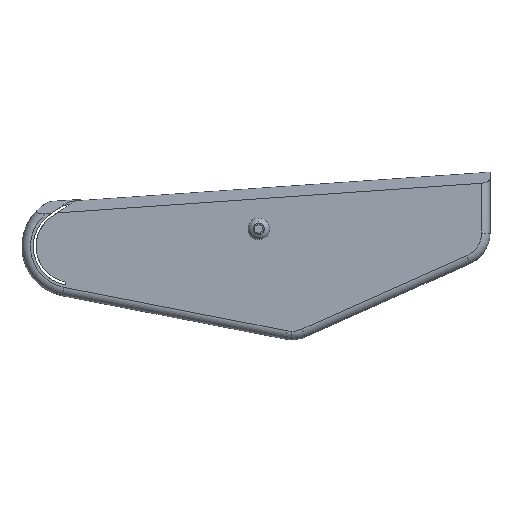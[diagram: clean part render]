
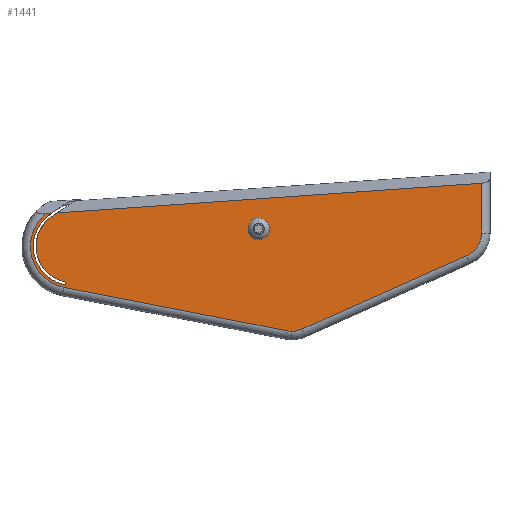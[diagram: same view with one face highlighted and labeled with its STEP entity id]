
A CAD part, front view. The second image highlights one B-rep face of the part: STEP entity #1441.
In plain terms, the highlighted planar face has unit normal (0, -1, 0).
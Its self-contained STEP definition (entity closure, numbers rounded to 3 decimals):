
#16 = CARTESIAN_POINT ( 'NONE',  ( 15.277, 0., -31.503 ) ) ;
#78 = CARTESIAN_POINT ( 'NONE',  ( -68.974, 0., -15.724 ) ) ;
#94 = LINE ( 'NONE', #2054, #3482 ) ;
#145 = VERTEX_POINT ( 'NONE', #3231 ) ;
#167 = DIRECTION ( 'NONE',  ( 0., 1., 0. ) ) ;
#190 = CARTESIAN_POINT ( 'NONE',  ( -68.866, 0., -15.736 ) ) ;
#202 = ORIENTED_EDGE ( 'NONE', *, *, #647, .F. ) ;
#212 = EDGE_CURVE ( 'NONE', #947, #2368, #2395, .T. ) ;
#225 = LINE ( 'NONE', #2997, #585 ) ;
#237 = EDGE_LOOP ( 'NONE', ( #202, #1397, #774, #3059, #3381, #1967, #1693, #1813, #2600, #2359, #755, #1972, #3198, #1504, #2637 ) ) ;
#254 = AXIS2_PLACEMENT_3D ( 'NONE', #2131, #737, #2959 ) ;
#259 = CARTESIAN_POINT ( 'NONE',  ( 78.8, 0., 2.494 ) ) ;
#309 = EDGE_CURVE ( 'NONE', #1782, #3438, #3234, .T. ) ;
#337 = LINE ( 'NONE', #3092, #1948 ) ;
#344 = VERTEX_POINT ( 'NONE', #16 ) ;
#346 = DIRECTION ( 'NONE',  ( 0.837, 0., 0.547 ) ) ;
#363 = VECTOR ( 'NONE', #1438, 1000. ) ;
#389 = EDGE_CURVE ( 'NONE', #2184, #2470, #2106, .T. ) ;
#435 = EDGE_CURVE ( 'NONE', #1336, #979, #337, .T. ) ;
#448 = EDGE_CURVE ( 'NONE', #344, #1927, #2266, .T. ) ;
#452 = CARTESIAN_POINT ( 'NONE',  ( 0., 0., 6.15 ) ) ;
#518 = CARTESIAN_POINT ( 'NONE',  ( 0., 0., 4. ) ) ;
#534 = DIRECTION ( 'NONE',  ( 0.982, 0., -0.191 ) ) ;
#537 = DIRECTION ( 'NONE',  ( -0.83, 0., -0.558 ) ) ;
#548 = CIRCLE ( 'NONE', #2473, 2.15 ) ;
#585 = VECTOR ( 'NONE', #534, 1000. ) ;
#598 = CARTESIAN_POINT ( 'NONE',  ( -41.684, 0., -56.864 ) ) ;
#616 = DIRECTION ( 'NONE',  ( 0., -1., 0. ) ) ;
#623 = EDGE_CURVE ( 'NONE', #2368, #947, #548, .T. ) ;
#635 = DIRECTION ( 'NONE',  ( 0., 0., 1. ) ) ;
#647 = EDGE_CURVE ( 'NONE', #926, #1782, #2426, .T. ) ;
#659 = VERTEX_POINT ( 'NONE', #259 ) ;
#731 = EDGE_CURVE ( 'NONE', #2411, #145, #3105, .T. ) ;
#737 = DIRECTION ( 'NONE',  ( 0., -1., 0. ) ) ;
#755 = ORIENTED_EDGE ( 'NONE', *, *, #2301, .F. ) ;
#768 = DIRECTION ( 'NONE',  ( 0., 0., 1. ) ) ;
#774 = ORIENTED_EDGE ( 'NONE', *, *, #2591, .T. ) ;
#803 = DIRECTION ( 'NONE',  ( 0., 0., -1. ) ) ;
#875 = VECTOR ( 'NONE', #346, 1000. ) ;
#926 = VERTEX_POINT ( 'NONE', #2328 ) ;
#947 = VERTEX_POINT ( 'NONE', #452 ) ;
#950 = ORIENTED_EDGE ( 'NONE', *, *, #212, .F. ) ;
#952 = CARTESIAN_POINT ( 'NONE',  ( 10.019, 0., -32.102 ) ) ;
#967 = FACE_BOUND ( 'NONE', #1741, .T. ) ;
#971 = DIRECTION ( 'NONE',  ( 0., 0., 1. ) ) ;
#979 = VERTEX_POINT ( 'NONE', #1554 ) ;
#991 = CARTESIAN_POINT ( 'NONE',  ( 0., 0., 1.85 ) ) ;
#1000 = DIRECTION ( 'NONE',  ( 0., 0., -1. ) ) ;
#1005 = CARTESIAN_POINT ( 'NONE',  ( -66., 0., -2.248 ) ) ;
#1033 = CARTESIAN_POINT ( 'NONE',  ( 11.698, 0., -23.464 ) ) ;
#1040 = CARTESIAN_POINT ( 'NONE',  ( -71.239, 0., 9.619 ) ) ;
#1058 = LINE ( 'NONE', #1611, #3071 ) ;
#1076 = CARTESIAN_POINT ( 'NONE',  ( -75.203, 0., 9.342 ) ) ;
#1083 = DIRECTION ( 'NONE',  ( 0., 0., -1. ) ) ;
#1121 = CARTESIAN_POINT ( 'NONE',  ( -64.777, 0., 13.846 ) ) ;
#1139 = CARTESIAN_POINT ( 'NONE',  ( -68.824, 0., -16.776 ) ) ;
#1149 = DIRECTION ( 'NONE',  ( 0.998, 0., 0.07 ) ) ;
#1166 = DIRECTION ( 'NONE',  ( 0., -1., 0. ) ) ;
#1289 = CARTESIAN_POINT ( 'NONE',  ( 11.698, 0., -23.464 ) ) ;
#1336 = VERTEX_POINT ( 'NONE', #1040 ) ;
#1397 = ORIENTED_EDGE ( 'NONE', *, *, #2972, .F. ) ;
#1431 = LINE ( 'NONE', #1121, #875 ) ;
#1438 = DIRECTION ( 'NONE',  ( 0.914, 0., 0.407 ) ) ;
#1441 = ADVANCED_FACE ( 'NONE', ( #967, #2901 ), #2085, .T. ) ;
#1459 = AXIS2_PLACEMENT_3D ( 'NONE', #2451, #1934, #3545 ) ;
#1473 = DIRECTION ( 'NONE',  ( 0., 0., -1. ) ) ;
#1504 = ORIENTED_EDGE ( 'NONE', *, *, #3272, .F. ) ;
#1544 = VERTEX_POINT ( 'NONE', #1076 ) ;
#1554 = CARTESIAN_POINT ( 'NONE',  ( 78.8, 0., 20.111 ) ) ;
#1586 = CARTESIAN_POINT ( 'NONE',  ( -73.704, 0., 9.201 ) ) ;
#1611 = CARTESIAN_POINT ( 'NONE',  ( -66.851, 0., 9.926 ) ) ;
#1636 = CIRCLE ( 'NONE', #1743, 8.8 ) ;
#1663 = VECTOR ( 'NONE', #537, 1000. ) ;
#1688 = DIRECTION ( 'NONE',  ( 0., 0., -1. ) ) ;
#1693 = ORIENTED_EDGE ( 'NONE', *, *, #448, .T. ) ;
#1713 = VERTEX_POINT ( 'NONE', #2657 ) ;
#1721 = DIRECTION ( 'NONE',  ( 0., -1., 0. ) ) ;
#1729 = CARTESIAN_POINT ( 'NONE',  ( -66., 0., -2.248 ) ) ;
#1741 = EDGE_LOOP ( 'NONE', ( #950, #2824 ) ) ;
#1743 = AXIS2_PLACEMENT_3D ( 'NONE', #2836, #1721, #1688 ) ;
#1759 = CARTESIAN_POINT ( 'NONE',  ( -68.759, 0., -14.748 ) ) ;
#1782 = VERTEX_POINT ( 'NONE', #3556 ) ;
#1810 = CIRCLE ( 'NONE', #2038, 14.8 ) ;
#1813 = ORIENTED_EDGE ( 'NONE', *, *, #2674, .T. ) ;
#1894 = DIRECTION ( 'NONE',  ( 0., -1., 0. ) ) ;
#1927 = VERTEX_POINT ( 'NONE', #2281 ) ;
#1930 = AXIS2_PLACEMENT_3D ( 'NONE', #3377, #1166, #1473 ) ;
#1934 = DIRECTION ( 'NONE',  ( 0., -1., 0. ) ) ;
#1948 = VECTOR ( 'NONE', #1149, 1000. ) ;
#1952 = AXIS2_PLACEMENT_3D ( 'NONE', #1033, #2477, #1083 ) ;
#1967 = ORIENTED_EDGE ( 'NONE', *, *, #2568, .T. ) ;
#1972 = ORIENTED_EDGE ( 'NONE', *, *, #2512, .F. ) ;
#2038 = AXIS2_PLACEMENT_3D ( 'NONE', #1005, #3222, #803 ) ;
#2054 = CARTESIAN_POINT ( 'NONE',  ( 78.8, 0., -2.248 ) ) ;
#2085 = PLANE ( 'NONE',  #2782 ) ;
#2103 = EDGE_CURVE ( 'NONE', #2748, #2411, #225, .T. ) ;
#2106 = CIRCLE ( 'NONE', #1930, 0.5 ) ;
#2125 = DIRECTION ( 'NONE',  ( 0., -1., 0. ) ) ;
#2131 = CARTESIAN_POINT ( 'NONE',  ( -68.866, 0., -15.236 ) ) ;
#2184 = VERTEX_POINT ( 'NONE', #190 ) ;
#2266 = LINE ( 'NONE', #598, #363 ) ;
#2281 = CARTESIAN_POINT ( 'NONE',  ( 73.579, 0., -5.545 ) ) ;
#2301 = EDGE_CURVE ( 'NONE', #1713, #1336, #1431, .T. ) ;
#2304 = CIRCLE ( 'NONE', #254, 0.5 ) ;
#2319 = AXIS2_PLACEMENT_3D ( 'NONE', #1729, #616, #635 ) ;
#2328 = CARTESIAN_POINT ( 'NONE',  ( -73.296, 0., 9.476 ) ) ;
#2359 = ORIENTED_EDGE ( 'NONE', *, *, #435, .F. ) ;
#2368 = VERTEX_POINT ( 'NONE', #991 ) ;
#2386 = EDGE_CURVE ( 'NONE', #659, #979, #94, .T. ) ;
#2395 = CIRCLE ( 'NONE', #1459, 2.15 ) ;
#2397 = CARTESIAN_POINT ( 'NONE',  ( -66., 0., -2.248 ) ) ;
#2411 = VERTEX_POINT ( 'NONE', #952 ) ;
#2426 = LINE ( 'NONE', #1586, #1663 ) ;
#2451 = CARTESIAN_POINT ( 'NONE',  ( 0., 0., 4. ) ) ;
#2470 = VERTEX_POINT ( 'NONE', #1759 ) ;
#2473 = AXIS2_PLACEMENT_3D ( 'NONE', #518, #1894, #3015 ) ;
#2477 = DIRECTION ( 'NONE',  ( 0., -1., 0. ) ) ;
#2512 = EDGE_CURVE ( 'NONE', #2470, #1713, #3080, .T. ) ;
#2568 = EDGE_CURVE ( 'NONE', #145, #344, #2911, .T. ) ;
#2591 = EDGE_CURVE ( 'NONE', #1544, #2748, #1810, .T. ) ;
#2600 = ORIENTED_EDGE ( 'NONE', *, *, #2386, .T. ) ;
#2637 = ORIENTED_EDGE ( 'NONE', *, *, #309, .F. ) ;
#2657 = CARTESIAN_POINT ( 'NONE',  ( -72.921, 0., 8.519 ) ) ;
#2674 = EDGE_CURVE ( 'NONE', #1927, #659, #1636, .T. ) ;
#2748 = VERTEX_POINT ( 'NONE', #1139 ) ;
#2753 = DIRECTION ( 'NONE',  ( 0.998, 0., 0.07 ) ) ;
#2782 = AXIS2_PLACEMENT_3D ( 'NONE', #2397, #3491, #1000 ) ;
#2824 = ORIENTED_EDGE ( 'NONE', *, *, #623, .F. ) ;
#2836 = CARTESIAN_POINT ( 'NONE',  ( 70., 0., 2.494 ) ) ;
#2901 = FACE_OUTER_BOUND ( 'NONE', #237, .T. ) ;
#2911 = CIRCLE ( 'NONE', #2964, 8.8 ) ;
#2953 = DIRECTION ( 'NONE',  ( 0., 0., -1. ) ) ;
#2959 = DIRECTION ( 'NONE',  ( 0., 0., -1. ) ) ;
#2964 = AXIS2_PLACEMENT_3D ( 'NONE', #1289, #2125, #2953 ) ;
#2972 = EDGE_CURVE ( 'NONE', #1544, #926, #1058, .T. ) ;
#2997 = CARTESIAN_POINT ( 'NONE',  ( -68.824, 0., -16.776 ) ) ;
#3015 = DIRECTION ( 'NONE',  ( 0., 0., -1. ) ) ;
#3059 = ORIENTED_EDGE ( 'NONE', *, *, #2103, .T. ) ;
#3071 = VECTOR ( 'NONE', #2753, 1000. ) ;
#3080 = CIRCLE ( 'NONE', #3426, 12.8 ) ;
#3092 = CARTESIAN_POINT ( 'NONE',  ( -66.851, 0., 9.926 ) ) ;
#3105 = CIRCLE ( 'NONE', #1952, 8.8 ) ;
#3198 = ORIENTED_EDGE ( 'NONE', *, *, #389, .F. ) ;
#3222 = DIRECTION ( 'NONE',  ( 0., -1., 0. ) ) ;
#3231 = CARTESIAN_POINT ( 'NONE',  ( 11.698, 0., -32.264 ) ) ;
#3234 = CIRCLE ( 'NONE', #2319, 13.8 ) ;
#3262 = CARTESIAN_POINT ( 'NONE',  ( -66., 0., -2.248 ) ) ;
#3272 = EDGE_CURVE ( 'NONE', #3438, #2184, #2304, .T. ) ;
#3377 = CARTESIAN_POINT ( 'NONE',  ( -68.866, 0., -15.236 ) ) ;
#3381 = ORIENTED_EDGE ( 'NONE', *, *, #731, .T. ) ;
#3426 = AXIS2_PLACEMENT_3D ( 'NONE', #3262, #167, #768 ) ;
#3438 = VERTEX_POINT ( 'NONE', #78 ) ;
#3482 = VECTOR ( 'NONE', #971, 1000. ) ;
#3491 = DIRECTION ( 'NONE',  ( 0., -1., 0. ) ) ;
#3545 = DIRECTION ( 'NONE',  ( 0., 0., -1. ) ) ;
#3556 = CARTESIAN_POINT ( 'NONE',  ( -73.704, 0., 9.201 ) ) ;
